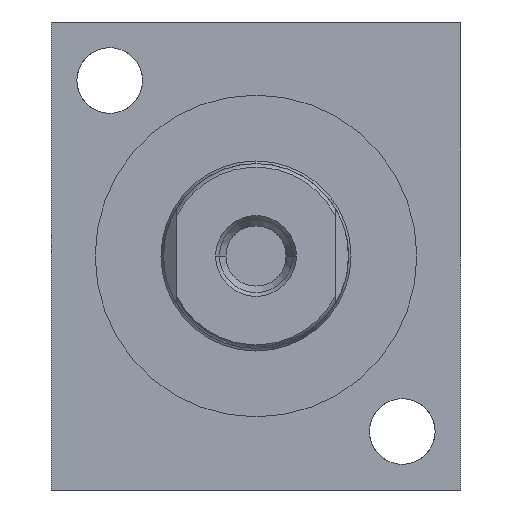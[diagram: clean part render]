
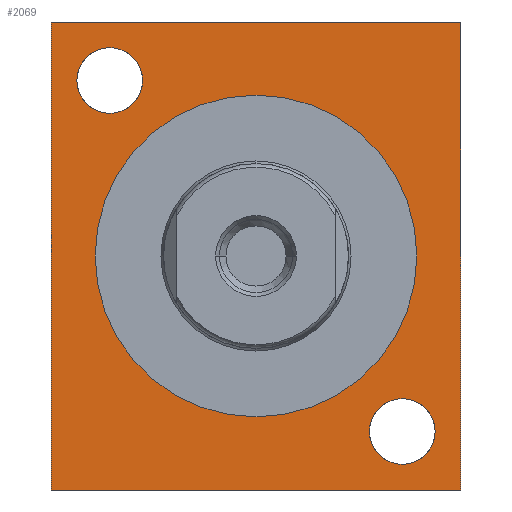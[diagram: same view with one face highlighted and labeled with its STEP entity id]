
A CAD part, left-side view. The second image highlights one B-rep face of the part: STEP entity #2069.
In plain terms, the highlighted planar face has unit normal (-1, 0, 0).
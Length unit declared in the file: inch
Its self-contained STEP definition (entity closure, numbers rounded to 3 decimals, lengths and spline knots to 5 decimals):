
#113=DIRECTION('',(0.,-1.,0.));
#114=VECTOR('',#113,1.75);
#115=CARTESIAN_POINT('',(0.,0.875,1.));
#116=LINE('',#115,#114);
#121=DIRECTION('',(0.,0.,-1.));
#122=VECTOR('',#121,2.);
#123=CARTESIAN_POINT('',(0.,-0.875,1.));
#124=LINE('',#123,#122);
#128=DIRECTION('',(0.,1.,0.));
#129=VECTOR('',#128,1.75);
#130=CARTESIAN_POINT('',(0.,-0.875,-1.));
#131=LINE('',#130,#129);
#135=DIRECTION('',(0.,0.,1.));
#136=VECTOR('',#135,2.);
#137=CARTESIAN_POINT('',(0.,0.875,-1.));
#138=LINE('',#137,#136);
#142=CARTESIAN_POINT('',(0.,0.625,0.75));
#143=DIRECTION('',(1.,0.,0.));
#144=DIRECTION('',(0.,1.,0.));
#145=AXIS2_PLACEMENT_3D('',#142,#143,#144);
#150=CARTESIAN_POINT('',(0.,0.625,0.75));
#151=DIRECTION('',(1.,0.,0.));
#152=DIRECTION('',(0.,-1.,0.));
#153=AXIS2_PLACEMENT_3D('',#150,#151,#152);
#158=CARTESIAN_POINT('',(0.,-0.625,-0.75));
#159=DIRECTION('',(1.,0.,0.));
#160=DIRECTION('',(0.,1.,0.));
#161=AXIS2_PLACEMENT_3D('',#158,#159,#160);
#166=CARTESIAN_POINT('',(0.,-0.625,-0.75));
#167=DIRECTION('',(1.,0.,0.));
#168=DIRECTION('',(0.,-1.,0.));
#169=AXIS2_PLACEMENT_3D('',#166,#167,#168);
#174=CARTESIAN_POINT('',(0.,0.,0.));
#175=DIRECTION('',(-1.,0.,0.));
#176=DIRECTION('',(0.,1.,0.));
#177=AXIS2_PLACEMENT_3D('',#174,#175,#176);
#182=CARTESIAN_POINT('',(0.,0.,0.));
#183=DIRECTION('',(-1.,0.,0.));
#184=DIRECTION('',(0.,-1.,0.));
#185=AXIS2_PLACEMENT_3D('',#182,#183,#184);
#1818=CARTESIAN_POINT('',(0.,0.875,1.));
#1819=CARTESIAN_POINT('',(0.,-0.875,1.));
#1820=VERTEX_POINT('',#1818);
#1821=VERTEX_POINT('',#1819);
#1822=CARTESIAN_POINT('',(0.,-0.875,-1.));
#1823=VERTEX_POINT('',#1822);
#1824=CARTESIAN_POINT('',(0.,0.875,-1.));
#1825=VERTEX_POINT('',#1824);
#1834=CARTESIAN_POINT('',(0.,0.7655,0.75));
#1835=CARTESIAN_POINT('',(0.,0.4845,0.75));
#1836=VERTEX_POINT('',#1834);
#1837=VERTEX_POINT('',#1835);
#1970=CARTESIAN_POINT('',(0.,-0.4845,-0.75));
#1971=CARTESIAN_POINT('',(0.,-0.7655,-0.75));
#1972=VERTEX_POINT('',#1970);
#1973=VERTEX_POINT('',#1971);
#1982=CARTESIAN_POINT('',(0.,0.6875,0.));
#1983=CARTESIAN_POINT('',(0.,-0.6875,0.));
#1984=VERTEX_POINT('',#1982);
#1985=VERTEX_POINT('',#1983);
#2036=CARTESIAN_POINT('',(0.,0.,0.));
#2037=DIRECTION('',(1.,0.,0.));
#2038=DIRECTION('',(0.,0.,-1.));
#2039=AXIS2_PLACEMENT_3D('',#2036,#2037,#2038);
#2040=PLANE('',#2039);
#2042=ORIENTED_EDGE('',*,*,#2041,.T.);
#2044=ORIENTED_EDGE('',*,*,#2043,.T.);
#2046=ORIENTED_EDGE('',*,*,#2045,.T.);
#2048=ORIENTED_EDGE('',*,*,#2047,.T.);
#2049=EDGE_LOOP('',(#2042,#2044,#2046,#2048));
#2050=FACE_OUTER_BOUND('',#2049,.F.);
#2052=ORIENTED_EDGE('',*,*,#2051,.F.);
#2054=ORIENTED_EDGE('',*,*,#2053,.F.);
#2055=EDGE_LOOP('',(#2052,#2054));
#2056=FACE_BOUND('',#2055,.F.);
#2058=ORIENTED_EDGE('',*,*,#2057,.F.);
#2060=ORIENTED_EDGE('',*,*,#2059,.F.);
#2061=EDGE_LOOP('',(#2058,#2060));
#2062=FACE_BOUND('',#2061,.F.);
#2064=ORIENTED_EDGE('',*,*,#2063,.T.);
#2066=ORIENTED_EDGE('',*,*,#2065,.T.);
#2067=EDGE_LOOP('',(#2064,#2066));
#2068=FACE_BOUND('',#2067,.F.);
#2069=ADVANCED_FACE('',(#2050,#2056,#2062,#2068),#2040,.F.);
#146=CIRCLE('',#145,0.1405);
#154=CIRCLE('',#153,0.1405);
#162=CIRCLE('',#161,0.1405);
#170=CIRCLE('',#169,0.1405);
#178=CIRCLE('',#177,0.6875);
#186=CIRCLE('',#185,0.6875);
#2041=EDGE_CURVE('',#1820,#1821,#116,.T.);
#2043=EDGE_CURVE('',#1821,#1823,#124,.T.);
#2045=EDGE_CURVE('',#1823,#1825,#131,.T.);
#2047=EDGE_CURVE('',#1825,#1820,#138,.T.);
#2051=EDGE_CURVE('',#1836,#1837,#146,.T.);
#2053=EDGE_CURVE('',#1837,#1836,#154,.T.);
#2057=EDGE_CURVE('',#1972,#1973,#162,.T.);
#2059=EDGE_CURVE('',#1973,#1972,#170,.T.);
#2063=EDGE_CURVE('',#1984,#1985,#178,.T.);
#2065=EDGE_CURVE('',#1985,#1984,#186,.T.);
